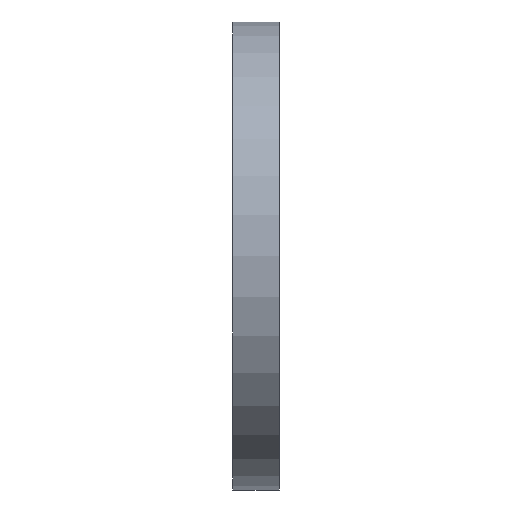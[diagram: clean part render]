
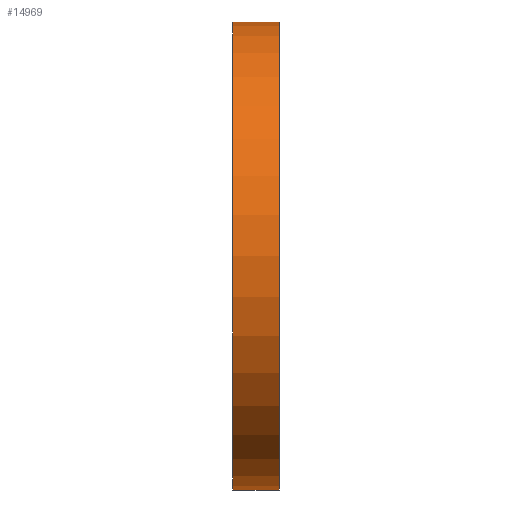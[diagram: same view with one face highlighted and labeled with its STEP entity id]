
A CAD part, left-side view. The second image highlights one B-rep face of the part: STEP entity #14969.
In plain terms, the highlighted cylindrical face has radius 40 mm (diameter 80 mm), a partial arc.
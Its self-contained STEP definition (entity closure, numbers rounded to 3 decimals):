
#405 = ORIENTED_EDGE ( 'NONE', *, *, #8886, .F. ) ;
#452 = CARTESIAN_POINT ( 'NONE',  ( 0., 4., -40. ) ) ;
#704 = DIRECTION ( 'NONE',  ( 0., 0., -1. ) ) ;
#876 = EDGE_CURVE ( 'NONE', #11460, #2595, #8712, .T. ) ;
#901 = CARTESIAN_POINT ( 'NONE',  ( 0., 4., 40. ) ) ;
#1237 = FACE_OUTER_BOUND ( 'NONE', #3954, .T. ) ;
#2595 = VERTEX_POINT ( 'NONE', #3083 ) ;
#2685 = DIRECTION ( 'NONE',  ( 0., 0., 1. ) ) ;
#3083 = CARTESIAN_POINT ( 'NONE',  ( 0., -4., 40. ) ) ;
#3124 = VERTEX_POINT ( 'NONE', #901 ) ;
#3321 = VECTOR ( 'NONE', #4706, 1000. ) ;
#3951 = EDGE_CURVE ( 'NONE', #13253, #11460, #11546, .T. ) ;
#3954 = EDGE_LOOP ( 'NONE', ( #405, #10583, #12636, #5563 ) ) ;
#4101 = CYLINDRICAL_SURFACE ( 'NONE', #4483, 40. ) ;
#4109 = CARTESIAN_POINT ( 'NONE',  ( 0., -4., 0. ) ) ;
#4448 = EDGE_CURVE ( 'NONE', #13253, #3124, #13064, .T. ) ;
#4483 = AXIS2_PLACEMENT_3D ( 'NONE', #9058, #6849, #704 ) ;
#4706 = DIRECTION ( 'NONE',  ( 0., -1., 0. ) ) ;
#5563 = ORIENTED_EDGE ( 'NONE', *, *, #876, .T. ) ;
#6071 = DIRECTION ( 'NONE',  ( 0., 0., 1. ) ) ;
#6549 = CARTESIAN_POINT ( 'NONE',  ( 0., 4., 40. ) ) ;
#6814 = AXIS2_PLACEMENT_3D ( 'NONE', #13496, #12182, #6071 ) ;
#6849 = DIRECTION ( 'NONE',  ( 0., -1., 0. ) ) ;
#7464 = VECTOR ( 'NONE', #12710, 1000. ) ;
#8712 = CIRCLE ( 'NONE', #12653, 40. ) ;
#8886 = EDGE_CURVE ( 'NONE', #3124, #2595, #10715, .T. ) ;
#9058 = CARTESIAN_POINT ( 'NONE',  ( 0., 4., 0. ) ) ;
#10583 = ORIENTED_EDGE ( 'NONE', *, *, #4448, .F. ) ;
#10715 = LINE ( 'NONE', #6549, #7464 ) ;
#11460 = VERTEX_POINT ( 'NONE', #12242 ) ;
#11546 = LINE ( 'NONE', #14566, #3321 ) ;
#12182 = DIRECTION ( 'NONE',  ( 0., 1., 0. ) ) ;
#12242 = CARTESIAN_POINT ( 'NONE',  ( 0., -4., -40. ) ) ;
#12636 = ORIENTED_EDGE ( 'NONE', *, *, #3951, .T. ) ;
#12653 = AXIS2_PLACEMENT_3D ( 'NONE', #4109, #12678, #2685 ) ;
#12678 = DIRECTION ( 'NONE',  ( 0., 1., 0. ) ) ;
#12710 = DIRECTION ( 'NONE',  ( 0., -1., 0. ) ) ;
#13064 = CIRCLE ( 'NONE', #6814, 40. ) ;
#13253 = VERTEX_POINT ( 'NONE', #452 ) ;
#13496 = CARTESIAN_POINT ( 'NONE',  ( 0., 4., 0. ) ) ;
#14566 = CARTESIAN_POINT ( 'NONE',  ( 0., 4., -40. ) ) ;
#14969 = ADVANCED_FACE ( 'NONE', ( #1237 ), #4101, .T. ) ;
